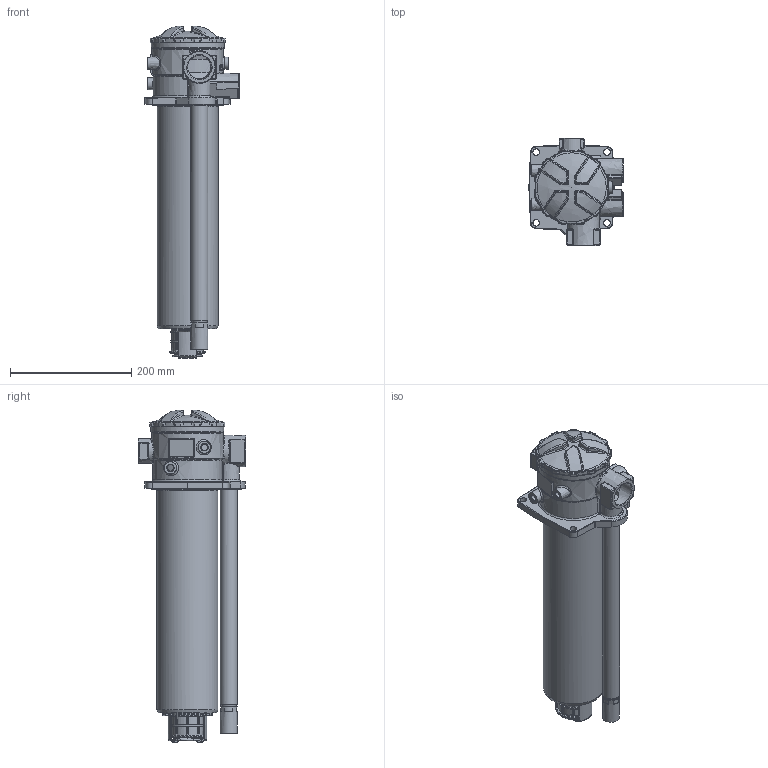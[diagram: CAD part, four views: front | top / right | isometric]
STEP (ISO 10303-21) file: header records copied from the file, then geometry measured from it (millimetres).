
FILE_DESCRIPTION((''),'2;1');
FILE_NAME('E_248-156.stp','2013-05-03T13:08:00', ('User'),('SDRC'),'I-DEAS Master Series 9','UNIX','Yes');
FILE_SCHEMA(('AUTOMOTIVE_DESIGN { 1 0 10303 214 1 1 1 1 }'));
Length unit declared in the file: millimetre
Products named in the file (1): 13696602(313028)
Bounding box: 155.5 x 178 x 547.53 mm (x, y, z)
Volume: 4777369 mm3; surface area: 335862.6 mm2
Topology: 1 solids, 15 shells, 1834 faces, 4534 edges, 2589 vertices
Faces by surface type: bspline 1834
Entity records: 68657 total; most frequent: CARTESIAN_POINT 44100, ORIENTED_EDGE 8670, EDGE_CURVE 4335, VERTEX_POINT 2583, B_SPLINE_CURVE_WITH_KNOTS 2334, EDGE_LOOP 1932, FACE_OUTER_BOUND 1834, ADVANCED_FACE 1834
